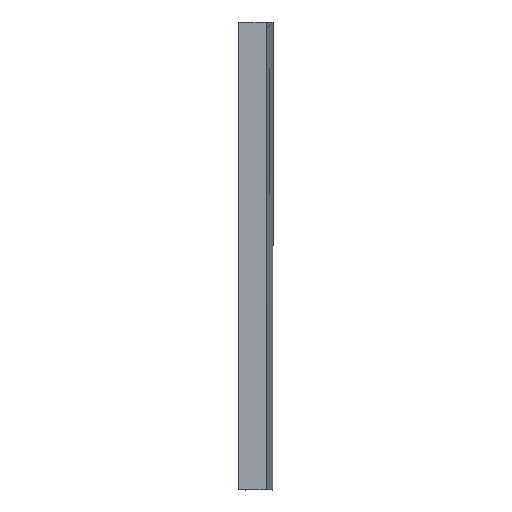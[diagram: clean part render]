
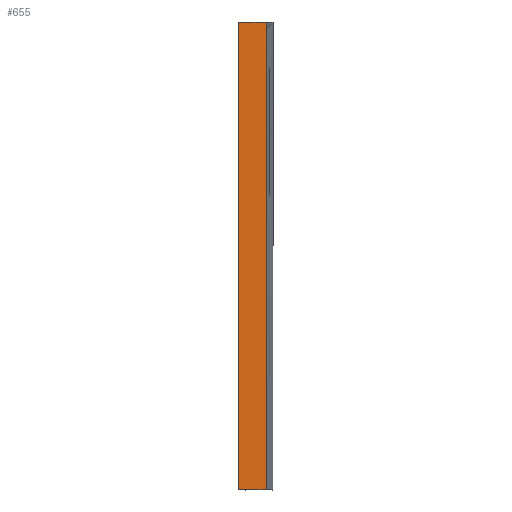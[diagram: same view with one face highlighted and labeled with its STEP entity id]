
A CAD part, left-side view. The second image highlights one B-rep face of the part: STEP entity #655.
In plain terms, the highlighted planar face has unit normal (-1, 0, 0).
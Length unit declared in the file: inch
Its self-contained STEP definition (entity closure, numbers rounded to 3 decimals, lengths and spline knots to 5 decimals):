
#57=FACE_OUTER_BOUND('',#98,.T.);
#98=EDGE_LOOP('',(#459,#460,#461,#462,#463,#464));
#154=LINE('',#1141,#198);
#155=LINE('',#1157,#199);
#156=LINE('',#1159,#200);
#157=LINE('',#1161,#201);
#198=VECTOR('',#785,0.3937);
#199=VECTOR('',#796,0.3937);
#200=VECTOR('',#797,0.3937);
#201=VECTOR('',#798,0.3937);
#277=B_SPLINE_CURVE_WITH_KNOTS('',3,(#1152,#1153,#1154,#1155),
 .UNSPECIFIED.,.F.,.F.,(4,4),(0.,0.29904),.UNSPECIFIED.);
#278=B_SPLINE_CURVE_WITH_KNOTS('',3,(#1162,#1163,#1164,#1165),
 .UNSPECIFIED.,.F.,.F.,(4,4),(0.29883,0.59787),
 .UNSPECIFIED.);
#292=VERTEX_POINT('',#951);
#298=VERTEX_POINT('',#1094);
#303=VERTEX_POINT('',#1151);
#304=VERTEX_POINT('',#1156);
#305=VERTEX_POINT('',#1158);
#306=VERTEX_POINT('',#1160);
#360=EDGE_CURVE('',#292,#298,#154,.T.);
#365=EDGE_CURVE('',#303,#298,#277,.T.);
#366=EDGE_CURVE('',#303,#304,#155,.T.);
#367=EDGE_CURVE('',#305,#304,#156,.T.);
#368=EDGE_CURVE('',#305,#306,#157,.T.);
#369=EDGE_CURVE('',#292,#306,#278,.T.);
#459=ORIENTED_EDGE('',*,*,#360,.T.);
#460=ORIENTED_EDGE('',*,*,#365,.F.);
#461=ORIENTED_EDGE('',*,*,#366,.T.);
#462=ORIENTED_EDGE('',*,*,#367,.F.);
#463=ORIENTED_EDGE('',*,*,#368,.T.);
#464=ORIENTED_EDGE('',*,*,#369,.F.);
#636=PLANE('',#720);
#655=ADVANCED_FACE('',(#57),#636,.F.);
#720=AXIS2_PLACEMENT_3D('',#1150,#794,#795);
#785=DIRECTION('',(0.,1.,0.));
#794=DIRECTION('center_axis',(1.,0.,0.));
#795=DIRECTION('ref_axis',(0.,0.,-1.));
#796=DIRECTION('',(0.,0.,-1.));
#797=DIRECTION('',(0.,1.,0.));
#798=DIRECTION('',(0.,0.,1.));
#951=CARTESIAN_POINT('',(0.,-0.11295,8.));
#1094=CARTESIAN_POINT('',(0.,0.35949,8.));
#1141=CARTESIAN_POINT('',(0.,0.31353,8.));
#1150=CARTESIAN_POINT('Origin',(0.,0.92705,13.04759));
#1151=CARTESIAN_POINT('',(0.,0.36122,7.88229));
#1152=CARTESIAN_POINT('Ctrl Pts',(0.,0.36122,
7.88229));
#1153=CARTESIAN_POINT('Ctrl Pts',(0.,0.36122,
7.92153));
#1154=CARTESIAN_POINT('Ctrl Pts',(0.,0.36064,
7.96077));
#1155=CARTESIAN_POINT('Ctrl Pts',(0.,0.35949,
8.));
#1156=CARTESIAN_POINT('',(0.,0.36122,0.));
#1157=CARTESIAN_POINT('',(0.,0.36122,8.));
#1158=CARTESIAN_POINT('',(0.,-0.11122,0.));
#1159=CARTESIAN_POINT('',(0.,-0.23622,0.));
#1160=CARTESIAN_POINT('',(0.,-0.11122,7.88229));
#1161=CARTESIAN_POINT('',(0.,-0.11122,8.));
#1162=CARTESIAN_POINT('Ctrl Pts',(0.,-0.11295,
8.));
#1163=CARTESIAN_POINT('Ctrl Pts',(0.,-0.1118,
7.96077));
#1164=CARTESIAN_POINT('Ctrl Pts',(0.,-0.11122,
7.92153));
#1165=CARTESIAN_POINT('Ctrl Pts',(0.,-0.11122,
7.88229));
